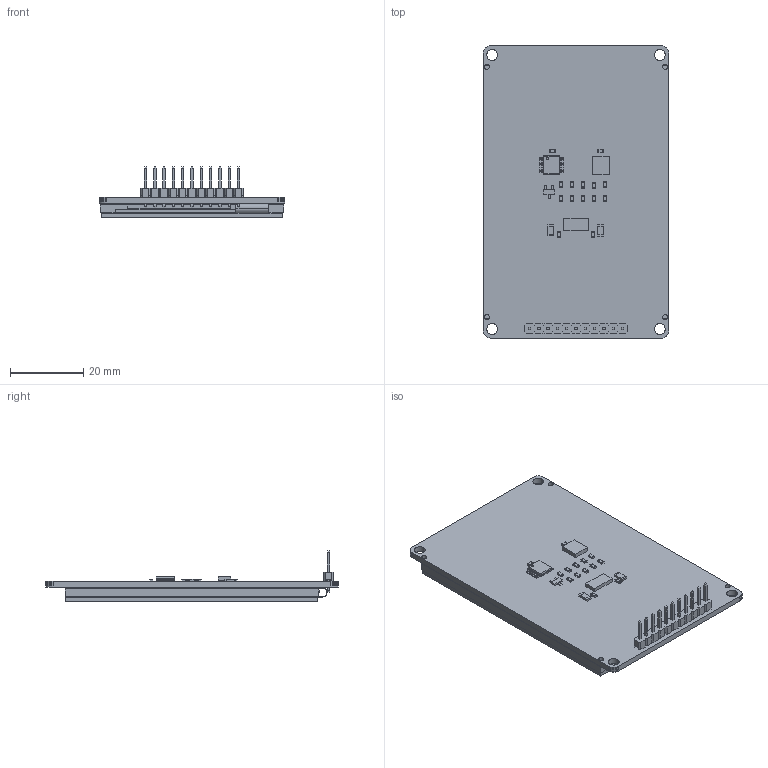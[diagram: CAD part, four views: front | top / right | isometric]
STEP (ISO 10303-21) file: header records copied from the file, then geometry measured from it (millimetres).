
FILE_DESCRIPTION((''),'2;1');
FILE_NAME('2_8INCH_RESISTIVE_TOUCH_LCD_ASM','2023-11-06T19:10:58',('xiaojisheng'),(''),'CREO PARAMETRIC BY PTC INC, 2021063','CREO PARAMETRIC BY PTC INC, 2021063','');
FILE_SCHEMA(('CONFIG_CONTROL_DESIGN','SHAPE_APPEARANCE_LAYERS_GROUPS'));
Length unit declared in the file: millimetre
Products named in the file (48): BOARD; EXTRUDED-4818; 567395728_ASM; EXTRUDED-5190; 567360144_ASM; C3_ASM; EXTRUDED-5590; 652167312_ASM; U2_ASM; USER_LIBRARY-TSSOP-14__X2_041A0; USER_LIBRARY-TSSOP-14__X2_041C0; USER_LIBRARY-TSSOP-14__X2_041_1; USER_LIBRARY-TSSOP-14__X2_041_2; USER_LIBRARY-TSSOP-14__X2_041D0_ASM; USER_LIBRARY-TSSOP-14_ASM; U1_ASM; R13_ASM; R12_ASM; R11_ASM; R10_ASM; R9_ASM; R8_ASM; R7_ASM; R4_ASM; R3_ASM; R1_ASM; EXTRUDED-9640; 652167824_ASM; EXTRUDED-10012; 652167952_ASM; Q1_ASM; CIRCUITWORKS-RC1206; C6_ASM; C5_ASM; C4_ASM; EXTRUDED-11303; 567395216_ASM; EXTRUDED-11675; 567395088_ASM; C2_ASM ...
Assembly tree (94 placements, depth 6):
  2_8INCH_RESISTIVE_TOUCH_LCD_ASM
    2_8INCH_RESISTIVE_TOUCH_LCD-PCB_ASM
      BOARD
      C3_ASM
        567395728_ASM
          EXTRUDED-4818
        567360144_ASM  x2
          EXTRUDED-5190
      U2_ASM
        652167312_ASM
          EXTRUDED-5590
      U1_ASM
        USER_LIBRARY-TSSOP-14_ASM
          USER_LIBRARY-TSSOP-14__X2_041A0
          USER_LIBRARY-TSSOP-14__X2_041C0
          USER_LIBRARY-TSSOP-14__X2_041D0_ASM  x7
            USER_LIBRARY-TSSOP-14__X2_041_1
            USER_LIBRARY-TSSOP-14__X2_041_2
      R13_ASM
        567360144_ASM  x2
          EXTRUDED-5190
        567395728_ASM
          EXTRUDED-4818
      R12_ASM
        567360144_ASM  x2
          EXTRUDED-5190
        567395728_ASM
          EXTRUDED-4818
      R11_ASM
        567360144_ASM  x2
          EXTRUDED-5190
        567395728_ASM
          EXTRUDED-4818
      R10_ASM
        567360144_ASM  x2
          EXTRUDED-5190
        567395728_ASM
          EXTRUDED-4818
      R9_ASM
        567360144_ASM  x2
          EXTRUDED-5190
        567395728_ASM
          EXTRUDED-4818
      R8_ASM
        567360144_ASM  x2
          EXTRUDED-5190
        567395728_ASM
          EXTRUDED-4818
      R7_ASM
        567360144_ASM  x2
          EXTRUDED-5190
        567395728_ASM
          EXTRUDED-4818
      R4_ASM
        567360144_ASM  x2
          EXTRUDED-5190
        567395728_ASM
          EXTRUDED-4818
      R3_ASM
        567360144_ASM  x2
Bounding box: 50.76 x 79.86 x 13.7 mm (x, y, z)
Volume: 17605.8 mm3; surface area: 23947.6 mm2
Topology: 69 solids, 69 shells, 975 faces, 2318 edges, 1504 vertices
Faces by surface type: plane 859, cylinder 116
Entity records: 24425 total; most frequent: DIRECTION 3080, CARTESIAN_POINT 3064, ORIENTED_EDGE 2756, PRESENTATION_STYLE_ASSIGNMENT 1655, STYLED_ITEM 1394, CURVE_STYLE 1378, EDGE_CURVE 1378, VECTOR 1240
